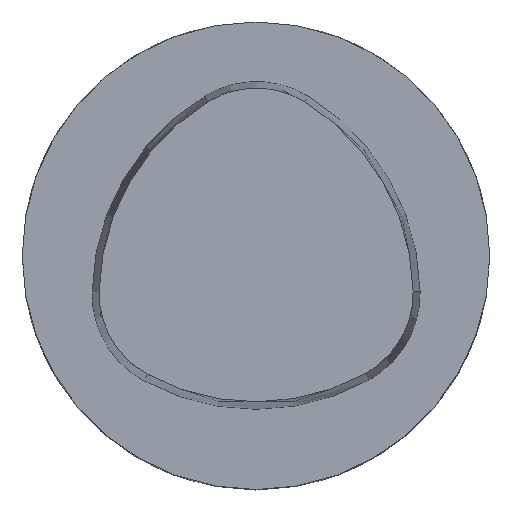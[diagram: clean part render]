
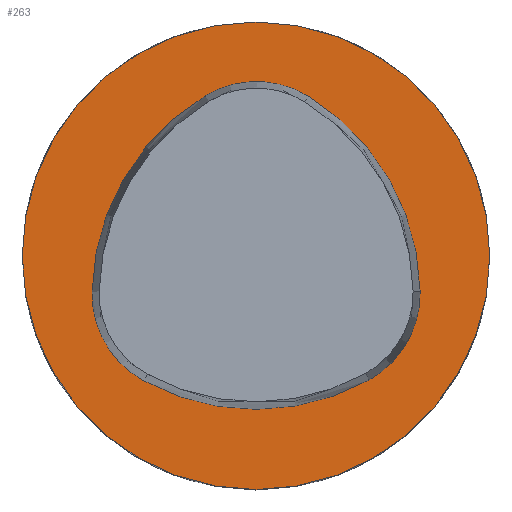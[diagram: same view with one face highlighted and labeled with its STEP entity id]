
A CAD part, top view. The second image highlights one B-rep face of the part: STEP entity #263.
In plain terms, the highlighted planar face has unit normal (0, 0, 1).
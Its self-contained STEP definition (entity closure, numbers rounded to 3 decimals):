
#141=PLANE('',#1639);
#182=FACE_OUTER_BOUND('',#422,.T.);
#263=ADVANCED_FACE('',(#182),#141,.T.);
#362=CIRCLE('',#1626,20.);
#422=EDGE_LOOP('',(#566));
#566=ORIENTED_EDGE('',*,*,#1157,.T.);
#998=VERTEX_POINT('',#2171);
#1157=EDGE_CURVE('',#998,#998,#362,.T.);
#1626=AXIS2_PLACEMENT_3D('',#2170,#1779,#1780);
#1639=AXIS2_PLACEMENT_3D('',#2201,#1813,#1814);
#1779=DIRECTION('',(0.,0.,1.));
#1780=DIRECTION('',(1.,0.,0.));
#1813=DIRECTION('',(0.,0.,1.));
#1814=DIRECTION('',(-1.,0.,0.));
#2170=CARTESIAN_POINT('',(0.,0.,0.));
#2171=CARTESIAN_POINT('',(20.,0.,0.));
#2201=CARTESIAN_POINT('',(0.,0.,0.));
